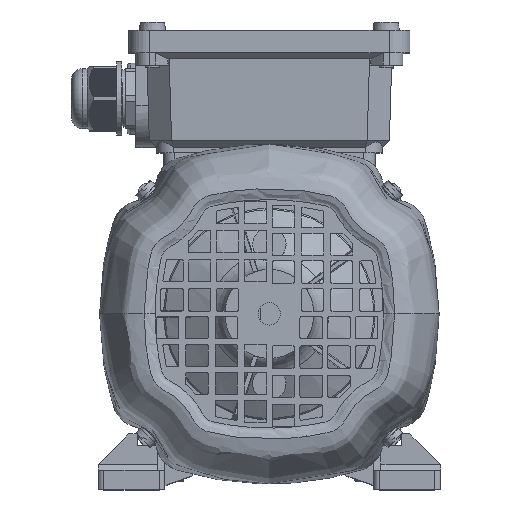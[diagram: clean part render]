
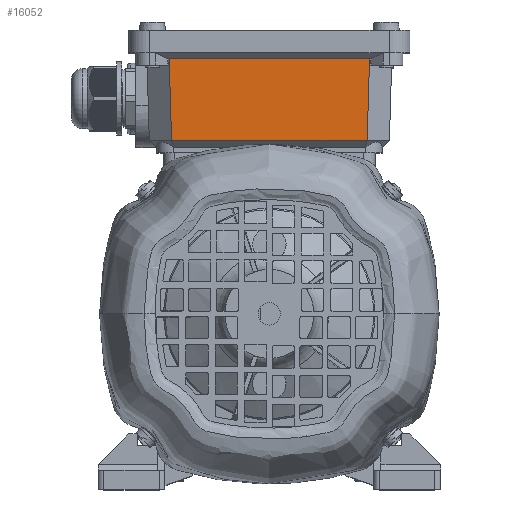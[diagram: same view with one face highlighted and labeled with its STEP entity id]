
A CAD part, top view. The second image highlights one B-rep face of the part: STEP entity #16052.
In plain terms, the highlighted planar face has unit normal (0, -0.029, 1).
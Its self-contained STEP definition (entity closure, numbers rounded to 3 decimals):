
#1622=PLANE('',#61026);
#3810=FACE_OUTER_BOUND('',#23092,.T.);
#7118=LINE('',#89946,#11776);
#7128=LINE('',#89967,#11786);
#7129=LINE('',#89969,#11787);
#7130=LINE('',#89971,#11788);
#11776=VECTOR('',#69606,1.);
#11786=VECTOR('',#69630,1.);
#11787=VECTOR('',#69631,1.);
#11788=VECTOR('',#69632,1.);
#16052=ADVANCED_FACE('',(#3810),#1622,.F.);
#23092=EDGE_LOOP('',(#30726,#30727,#30728,#30729));
#30726=ORIENTED_EDGE('',*,*,#51042,.F.);
#30727=ORIENTED_EDGE('',*,*,#51053,.T.);
#30728=ORIENTED_EDGE('',*,*,#51054,.T.);
#30729=ORIENTED_EDGE('',*,*,#51055,.T.);
#44551=VERTEX_POINT('',#89945);
#44552=VERTEX_POINT('',#89947);
#44556=VERTEX_POINT('',#89968);
#44557=VERTEX_POINT('',#89970);
#51042=EDGE_CURVE('',#44551,#44552,#7118,.T.);
#51053=EDGE_CURVE('',#44551,#44556,#7128,.T.);
#51054=EDGE_CURVE('',#44556,#44557,#7129,.T.);
#51055=EDGE_CURVE('',#44557,#44552,#7130,.T.);
#61026=AXIS2_PLACEMENT_3D('',#89972,#69633,#69634);
#69606=DIRECTION('',(1.,0.,0.));
#69630=DIRECTION('',(0.029,-0.999,-0.029));
#69631=DIRECTION('',(1.,0.,0.));
#69632=DIRECTION('',(0.029,0.999,0.029));
#69633=DIRECTION('',(0.,0.029,-1.));
#69634=DIRECTION('',(-1.,0.,0.));
#89945=CARTESIAN_POINT('',(-35.997,92.,93.));
#89946=CARTESIAN_POINT('',(0.,92.,93.));
#89947=CARTESIAN_POINT('',(35.997,92.,93.));
#89967=CARTESIAN_POINT('',(-35.965,90.943,92.969));
#89968=CARTESIAN_POINT('',(-35.129,62.5,92.132));
#89969=CARTESIAN_POINT('',(0.,62.5,92.132));
#89970=CARTESIAN_POINT('',(35.129,62.5,92.132));
#89971=CARTESIAN_POINT('',(35.965,90.943,92.969));
#89972=CARTESIAN_POINT('',(0.,92.,93.));
